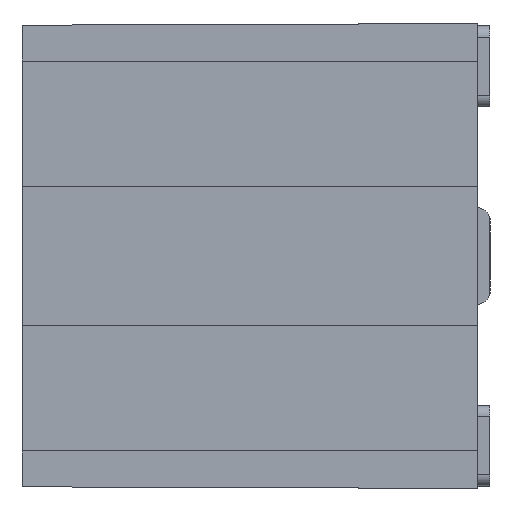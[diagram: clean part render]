
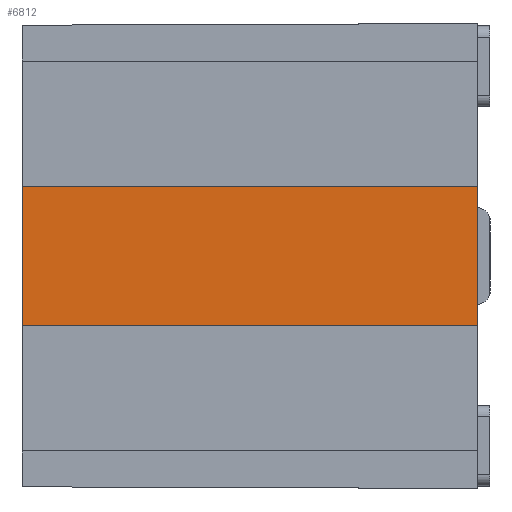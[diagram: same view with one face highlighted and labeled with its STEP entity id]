
A CAD part, left-side view. The second image highlights one B-rep face of the part: STEP entity #6812.
In plain terms, the highlighted planar face has unit normal (-1, 0.009, 0).
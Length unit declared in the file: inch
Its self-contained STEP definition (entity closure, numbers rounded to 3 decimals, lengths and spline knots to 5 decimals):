
#414 = VERTEX_POINT ( 'NONE', #9242 ) ;
#633 = VERTEX_POINT ( 'NONE', #14976 ) ;
#677 = CARTESIAN_POINT ( 'NONE',  ( -1.57, 0., 0.2205 ) ) ;
#771 = ORIENTED_EDGE ( 'NONE', *, *, #841, .F. ) ;
#841 = EDGE_CURVE ( 'NONE', #1884, #633, #15783, .T. ) ;
#1156 = VECTOR ( 'NONE', #7520, 39.37008 ) ;
#1157 = CARTESIAN_POINT ( 'NONE',  ( -1.57, 0.00017, 0.2205 ) ) ;
#1884 = VERTEX_POINT ( 'NONE', #5451 ) ;
#2257 = CARTESIAN_POINT ( 'NONE',  ( -1.57, 0., -0.2205 ) ) ;
#2654 = LINE ( 'NONE', #10012, #1156 ) ;
#4541 = EDGE_LOOP ( 'NONE', ( #10125, #8264, #771, #15181 ) ) ;
#4710 = AXIS2_PLACEMENT_3D ( 'NONE', #8811, #14649, #11129 ) ;
#4757 = VECTOR ( 'NONE', #14269, 39.37008 ) ;
#4973 = FACE_OUTER_BOUND ( 'NONE', #4541, .T. ) ;
#5451 = CARTESIAN_POINT ( 'NONE',  ( -1.5575, 1.435, 0.2205 ) ) ;
#6812 = ADVANCED_FACE ( 'NONE', ( #4973 ), #9853, .T. ) ;
#6878 = LINE ( 'NONE', #2257, #9686 ) ;
#6920 = EDGE_CURVE ( 'NONE', #414, #1884, #2654, .T. ) ;
#7520 = DIRECTION ( 'NONE',  ( 0., 0., 1. ) ) ;
#8264 = ORIENTED_EDGE ( 'NONE', *, *, #10647, .T. ) ;
#8811 = CARTESIAN_POINT ( 'NONE',  ( -1.5575, 1.435, 0. ) ) ;
#9242 = CARTESIAN_POINT ( 'NONE',  ( -1.5575, 1.435, -0.2205 ) ) ;
#9538 = VERTEX_POINT ( 'NONE', #9776 ) ;
#9686 = VECTOR ( 'NONE', #10803, 39.37008 ) ;
#9776 = CARTESIAN_POINT ( 'NONE',  ( -1.57, 0., -0.2205 ) ) ;
#9853 = PLANE ( 'NONE',  #4710 ) ;
#10012 = CARTESIAN_POINT ( 'NONE',  ( -1.5575, 1.435, 0.2205 ) ) ;
#10125 = ORIENTED_EDGE ( 'NONE', *, *, #12189, .F. ) ;
#10647 = EDGE_CURVE ( 'NONE', #9538, #633, #11626, .T. ) ;
#10803 = DIRECTION ( 'NONE',  ( 0.009, 1., 0. ) ) ;
#11129 = DIRECTION ( 'NONE',  ( 0., 0., -1. ) ) ;
#11626 = LINE ( 'NONE', #677, #14535 ) ;
#12189 = EDGE_CURVE ( 'NONE', #9538, #414, #6878, .T. ) ;
#13935 = DIRECTION ( 'NONE',  ( 0., 0., 1. ) ) ;
#14269 = DIRECTION ( 'NONE',  ( -0.009, -1., 0. ) ) ;
#14535 = VECTOR ( 'NONE', #13935, 39.37008 ) ;
#14649 = DIRECTION ( 'NONE',  ( -1., 0.009, 0. ) ) ;
#14976 = CARTESIAN_POINT ( 'NONE',  ( -1.57, 0., 0.2205 ) ) ;
#15181 = ORIENTED_EDGE ( 'NONE', *, *, #6920, .F. ) ;
#15783 = LINE ( 'NONE', #1157, #4757 ) ;
